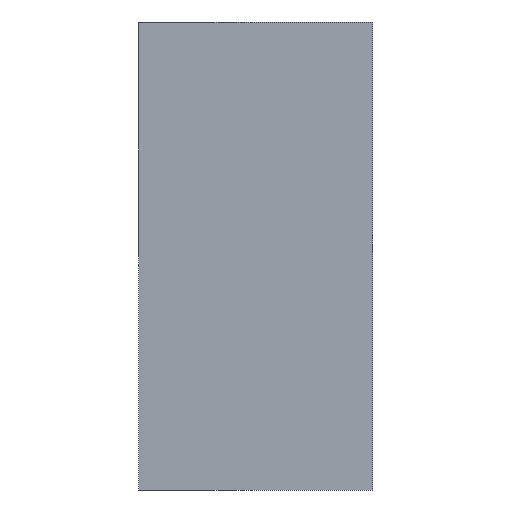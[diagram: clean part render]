
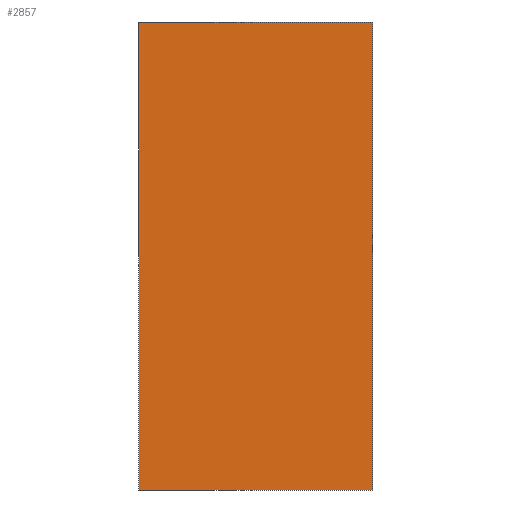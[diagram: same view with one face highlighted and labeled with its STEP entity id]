
A CAD part, left-side view. The second image highlights one B-rep face of the part: STEP entity #2857.
In plain terms, the highlighted planar face has unit normal (-1, 0, 0).
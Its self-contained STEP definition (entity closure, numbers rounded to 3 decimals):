
#31 = DIRECTION ( 'NONE',  ( 0., 0., 1. ) ) ;
#35 = VECTOR ( 'NONE', #230, 1000. ) ;
#142 = LINE ( 'NONE', #1148, #35 ) ;
#230 = DIRECTION ( 'NONE',  ( 0., 0., 1. ) ) ;
#264 = VECTOR ( 'NONE', #2898, 1000. ) ;
#376 = CARTESIAN_POINT ( 'NONE',  ( -1., 1., -1. ) ) ;
#435 = LINE ( 'NONE', #693, #1830 ) ;
#580 = DIRECTION ( 'NONE',  ( 0., -1., 0. ) ) ;
#693 = CARTESIAN_POINT ( 'NONE',  ( -1., 0., 1. ) ) ;
#696 = CARTESIAN_POINT ( 'NONE',  ( -1., 1., 1. ) ) ;
#745 = EDGE_CURVE ( 'NONE', #2750, #1127, #142, .T. ) ;
#934 = CARTESIAN_POINT ( 'NONE',  ( -1., 1., 1. ) ) ;
#1073 = VERTEX_POINT ( 'NONE', #3256 ) ;
#1111 = AXIS2_PLACEMENT_3D ( 'NONE', #2106, #2752, #3987 ) ;
#1127 = VERTEX_POINT ( 'NONE', #696 ) ;
#1148 = CARTESIAN_POINT ( 'NONE',  ( -1., 1., 1. ) ) ;
#1430 = EDGE_CURVE ( 'NONE', #3092, #1073, #435, .T. ) ;
#1701 = CARTESIAN_POINT ( 'NONE',  ( -1., 1., -1. ) ) ;
#1750 = ORIENTED_EDGE ( 'NONE', *, *, #745, .F. ) ;
#1790 = CARTESIAN_POINT ( 'NONE',  ( -1., 0., -1. ) ) ;
#1830 = VECTOR ( 'NONE', #31, 1000. ) ;
#1988 = ORIENTED_EDGE ( 'NONE', *, *, #1430, .T. ) ;
#2106 = CARTESIAN_POINT ( 'NONE',  ( -1., 1., 1. ) ) ;
#2313 = ORIENTED_EDGE ( 'NONE', *, *, #3072, .T. ) ;
#2750 = VERTEX_POINT ( 'NONE', #1701 ) ;
#2752 = DIRECTION ( 'NONE',  ( 1., 0., 0. ) ) ;
#2780 = PLANE ( 'NONE',  #1111 ) ;
#2857 = ADVANCED_FACE ( 'NONE', ( #2925 ), #2780, .F. ) ;
#2889 = EDGE_CURVE ( 'NONE', #1127, #1073, #3127, .T. ) ;
#2898 = DIRECTION ( 'NONE',  ( 0., -1., 0. ) ) ;
#2925 = FACE_OUTER_BOUND ( 'NONE', #3601, .T. ) ;
#3024 = LINE ( 'NONE', #376, #264 ) ;
#3072 = EDGE_CURVE ( 'NONE', #2750, #3092, #3024, .T. ) ;
#3092 = VERTEX_POINT ( 'NONE', #1790 ) ;
#3127 = LINE ( 'NONE', #934, #3459 ) ;
#3256 = CARTESIAN_POINT ( 'NONE',  ( -1., 0., 1. ) ) ;
#3459 = VECTOR ( 'NONE', #580, 1000. ) ;
#3601 = EDGE_LOOP ( 'NONE', ( #1988, #3637, #1750, #2313 ) ) ;
#3637 = ORIENTED_EDGE ( 'NONE', *, *, #2889, .F. ) ;
#3987 = DIRECTION ( 'NONE',  ( 0., 0., -1. ) ) ;
